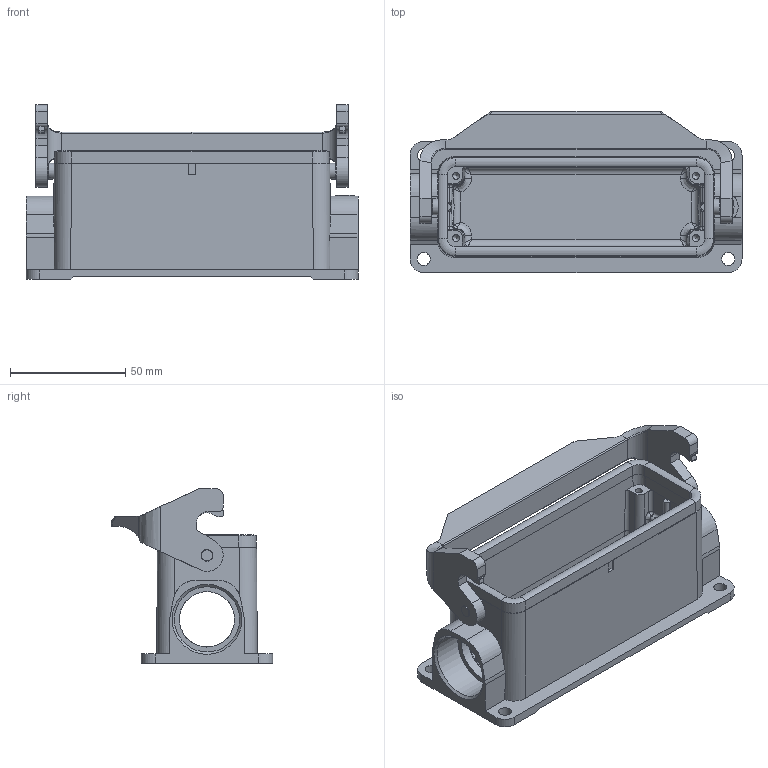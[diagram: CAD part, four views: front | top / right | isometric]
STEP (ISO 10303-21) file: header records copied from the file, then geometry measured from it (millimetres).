
FILE_DESCRIPTION(/* description */ (''),/* implementation_level */ '2;1');
FILE_NAME(/* name */ '100598901ugm000_c.stp',/* time_stamp */ '2019-07-31T14:11:39+02:00',/* author */ (''),/* organization */ (''),/* preprocessor_version */ 'ST-DEVELOPER v16.7',/* originating_system */ 'SIEMENS PLM Software NX 12.0',/* authorisation */ '');
FILE_SCHEMA (('AUTOMOTIVE_DESIGN { 1 0 10303 214 3 1 1 1 }'));
Length unit declared in the file: millimetre
Products named in the file (1): 100598901ugm000_c
Bounding box: 144 x 70 x 75.6 mm (x, y, z)
Volume: 123401.5 mm3; surface area: 61378.3 mm2
Topology: 2 solids, 2 shells, 426 faces, 1136 edges, 715 vertices
Faces by surface type: plane 222, cylinder 133, bspline 49, cone 12, torus 4, sphere 4, extrusion 2
Full cylindrical faces by diameter (mm): 0.88 x1, 1.04 x1, 3 x4, 4.8 x2, 5.1 x2, 5.6 x4, 7 x2, 24 x2, 28.3 x2
Entity records: 16647 total; most frequent: CARTESIAN_POINT 4913, ORIENTED_EDGE 2146, DIRECTION 2030, EDGE_CURVE 1073, VERTEX_POINT 701, AXIS2_PLACEMENT_3D 690, VECTOR 650, LINE 648
